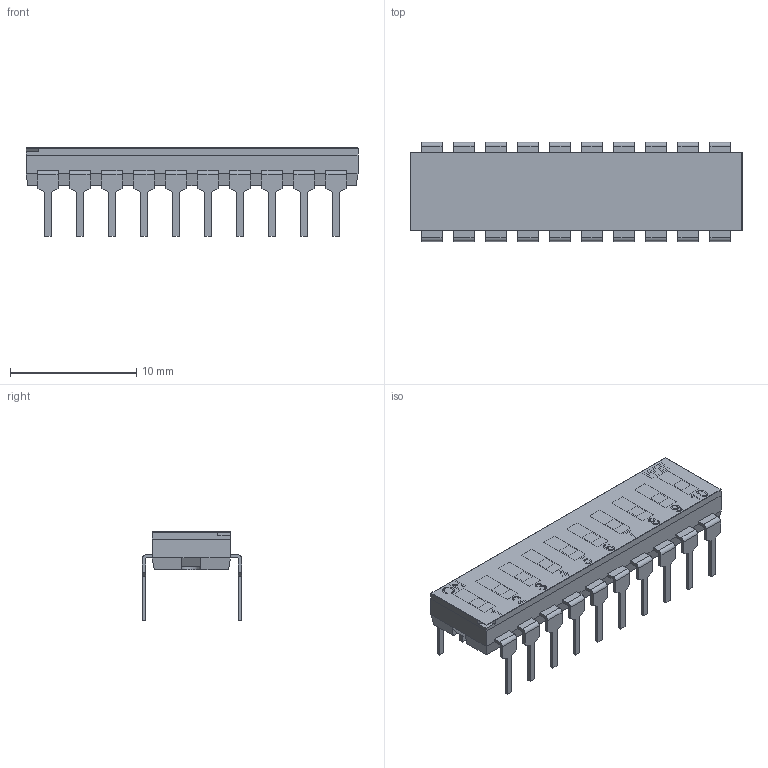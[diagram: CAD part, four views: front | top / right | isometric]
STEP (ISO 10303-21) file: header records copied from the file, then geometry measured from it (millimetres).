
FILE_DESCRIPTION( ( 'Unknown' ), '1' );
FILE_NAME( '418127160910.stp', 'Unknown', ( 'Unknown' ), ( 'Unknown' ), 'PSStep 17.0.49', 'Unknown', ' ' );
FILE_SCHEMA( ( 'AUTOMOTIVE_DESIGN { 1 0 10303 214 1 1 1 1 }' ) );
Length unit declared in the file: millimetre
Products named in the file (8): Assem1; Terminal_front; Actuator; Terminal_back; Contact; Base 10; Cover 10; Tape 10
Assembly tree (43 placements, depth 2):
  Assem1
    Terminal_front  x10
    Actuator  x10
    Terminal_back  x10
    Contact  x10
    Base 10
    Cover 10
    Tape 10
Bounding box: 26.34 x 7.87 x 7.04 mm (x, y, z)
Volume: 452.4 mm3; surface area: 2227.4 mm2
Topology: 43 solids, 43 shells, 1582 faces, 4407 edges, 2906 vertices
Faces by surface type: plane 1332, cylinder 222, extrusion 28
Full cylindrical faces by diameter (mm): 0.45 x20, 0.5 x40, 1.9 x1
Entity records: 25177 total; most frequent: CARTESIAN_POINT 5175, ORIENTED_EDGE 3248, DIRECTION 2764, EDGE_CURVE 1624, VECTOR 1324, LINE 1296, VERTEX_POINT 1056, AXIS2_PLACEMENT_3D 720
